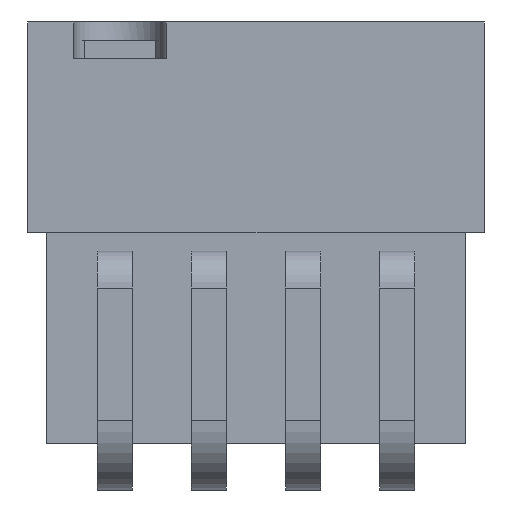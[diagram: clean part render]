
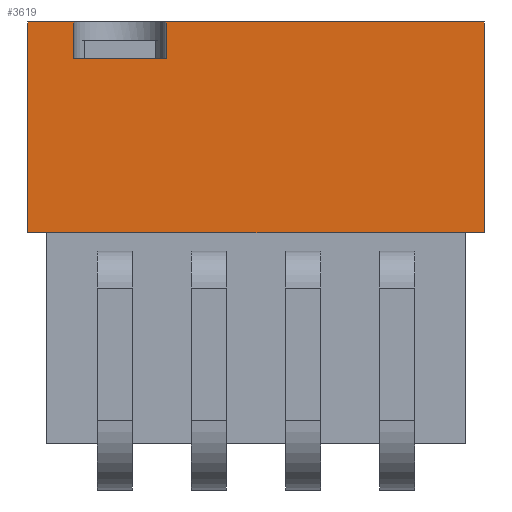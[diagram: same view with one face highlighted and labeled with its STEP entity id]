
A CAD part, left-side view. The second image highlights one B-rep face of the part: STEP entity #3619.
In plain terms, the highlighted planar face has unit normal (-1, 0, 0).
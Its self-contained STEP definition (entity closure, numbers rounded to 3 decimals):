
#3439=CARTESIAN_POINT('',(-5.08,1.975,4.678));
#3440=VERTEX_POINT('',#3439);
#3448=CARTESIAN_POINT('',(-5.08,0.975,4.678));
#3449=VERTEX_POINT('',#3448);
#3450=CARTESIAN_POINT('',(-5.08,0.975,4.678));
#3451=DIRECTION('',(0.0,1.0,0.0));
#3452=VECTOR('',#3451,1.0);
#3453=LINE('',#3450,#3452);
#3454=EDGE_CURVE('',#3449,#3440,#3453,.T.);
#3495=CARTESIAN_POINT('',(-5.08,0.975,5.078));
#3496=VERTEX_POINT('',#3495);
#3497=CARTESIAN_POINT('',(-5.08,0.975,5.078));
#3498=DIRECTION('',(0.0,0.0,-1.0));
#3499=VECTOR('',#3498,0.4);
#3500=LINE('',#3497,#3499);
#3501=EDGE_CURVE('',#3496,#3449,#3500,.T.);
#3503=CARTESIAN_POINT('',(-5.08,1.975,5.078));
#3504=VERTEX_POINT('',#3503);
#3512=CARTESIAN_POINT('',(-5.08,1.975,4.678));
#3513=DIRECTION('',(0.0,0.0,1.0));
#3514=VECTOR('',#3513,0.4);
#3515=LINE('',#3512,#3514);
#3516=EDGE_CURVE('',#3440,#3504,#3515,.T.);
#3571=CARTESIAN_POINT('',(-5.08,0.0,5.078));
#3572=DIRECTION('',(1.0,0.0,0.0));
#3573=DIRECTION('',(0.0,0.0,-1.0));
#3574=AXIS2_PLACEMENT_3D('',#3571,#3572,#3573);
#3575=PLANE('',#3574);
#3576=ORIENTED_EDGE('',*,*,#3501,.T.);
#3577=ORIENTED_EDGE('',*,*,#3454,.T.);
#3578=ORIENTED_EDGE('',*,*,#3516,.T.);
#3579=CARTESIAN_POINT('',(-5.08,2.475,5.078));
#3580=VERTEX_POINT('',#3579);
#3581=CARTESIAN_POINT('',(-5.08,2.475,5.078));
#3582=DIRECTION('',(0.0,-1.0,0.0));
#3583=VECTOR('',#3582,0.5);
#3584=LINE('',#3581,#3583);
#3585=EDGE_CURVE('',#3580,#3504,#3584,.T.);
#3586=ORIENTED_EDGE('',*,*,#3585,.F.);
#3587=CARTESIAN_POINT('',(-5.08,2.475,2.793));
#3588=VERTEX_POINT('',#3587);
#3589=CARTESIAN_POINT('',(-5.08,2.475,5.078));
#3590=DIRECTION('',(0.0,0.0,-1.0));
#3591=VECTOR('',#3590,2.285);
#3592=LINE('',#3589,#3591);
#3593=EDGE_CURVE('',#3580,#3588,#3592,.T.);
#3594=ORIENTED_EDGE('',*,*,#3593,.T.);
#3595=CARTESIAN_POINT('',(-5.08,-2.475,2.793));
#3596=VERTEX_POINT('',#3595);
#3597=CARTESIAN_POINT('',(-5.08,-2.475,2.793));
#3598=DIRECTION('',(0.0,1.0,0.0));
#3599=VECTOR('',#3598,4.95);
#3600=LINE('',#3597,#3599);
#3601=EDGE_CURVE('',#3596,#3588,#3600,.T.);
#3602=ORIENTED_EDGE('',*,*,#3601,.F.);
#3603=CARTESIAN_POINT('',(-5.08,-2.475,5.078));
#3604=VERTEX_POINT('',#3603);
#3605=CARTESIAN_POINT('',(-5.08,-2.475,5.078));
#3606=DIRECTION('',(0.0,0.0,-1.0));
#3607=VECTOR('',#3606,2.285);
#3608=LINE('',#3605,#3607);
#3609=EDGE_CURVE('',#3604,#3596,#3608,.T.);
#3610=ORIENTED_EDGE('',*,*,#3609,.F.);
#3611=CARTESIAN_POINT('',(-5.08,0.975,5.078));
#3612=DIRECTION('',(0.0,-1.0,0.0));
#3613=VECTOR('',#3612,3.45);
#3614=LINE('',#3611,#3613);
#3615=EDGE_CURVE('',#3496,#3604,#3614,.T.);
#3616=ORIENTED_EDGE('',*,*,#3615,.F.);
#3617=EDGE_LOOP('',(#3576,#3577,#3578,#3586,#3594,#3602,#3610,#3616));
#3618=FACE_OUTER_BOUND('',#3617,.T.);
#3619=ADVANCED_FACE('',(#3618),#3575,.F.);
